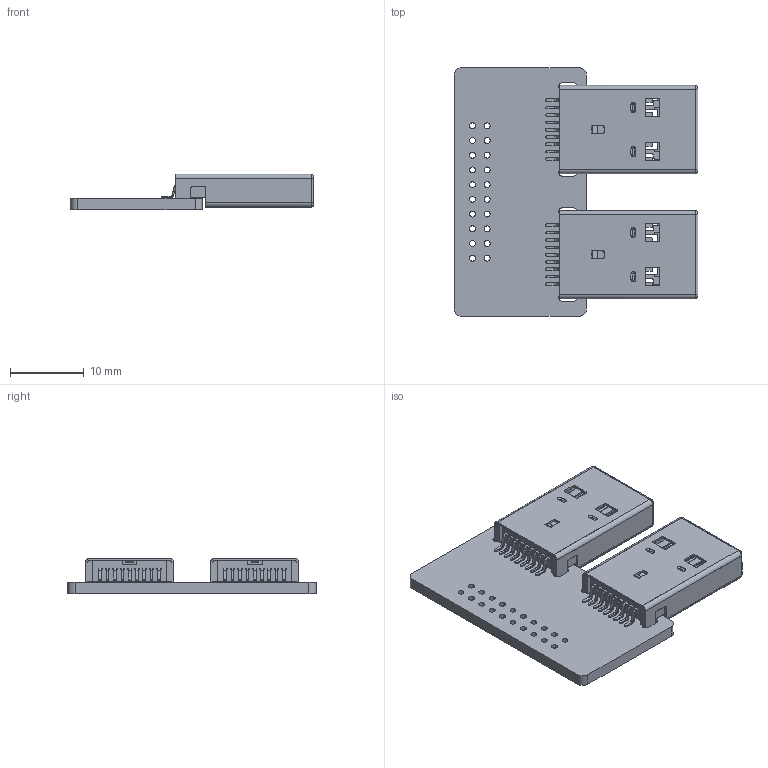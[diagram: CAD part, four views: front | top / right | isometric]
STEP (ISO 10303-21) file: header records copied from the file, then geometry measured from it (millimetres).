
FILE_DESCRIPTION(('KiCad electronic assembly'),'2;1');
FILE_NAME('USB-EXT.step','2020-11-09T13:15:52',('An Author'),( 'A Company'),'Open CASCADE STEP processor 6.9', 'KiCad to STEP converter','Unknown');
FILE_SCHEMA(('AUTOMOTIVE_DESIGN { 1 0 10303 214 1 1 1 1 }'));
Length unit declared in the file: millimetre
Products named in the file (4): Open CASCADE STEP translator 6.9 1; USB3_A_Plug_AMPHENOL_GSB316441CEU; COMPOUND
Assembly tree (4 placements, depth 3):
  Open CASCADE STEP translator 6.9 1
    USB3_A_Plug_AMPHENOL_GSB316441CEU  x2
      COMPOUND
    COMPOUND
Bounding box: 33.14 x 33.8 x 4.88 mm (x, y, z)
Volume: 935.3 mm3; surface area: 5047.5 mm2
Topology: 1 solids, 1369 shells, 1418 faces, 2518 edges, 2470 vertices
Faces by surface type: plane 1014, bspline 368, cylinder 36
Full cylindrical faces by diameter (mm): 0.8 x20, 1.1 x4
Entity records: 48133 total; most frequent: CARTESIAN_POINT 30265, B_SPLINE_CURVE_WITH_KNOTS 2028, DIRECTION 1614, ORIENTED_EDGE 1475, PCURVE 1475, DEFINITIONAL_REPRESENTATION 1475, EDGE_CURVE 1331, SURFACE_CURVE 1307
